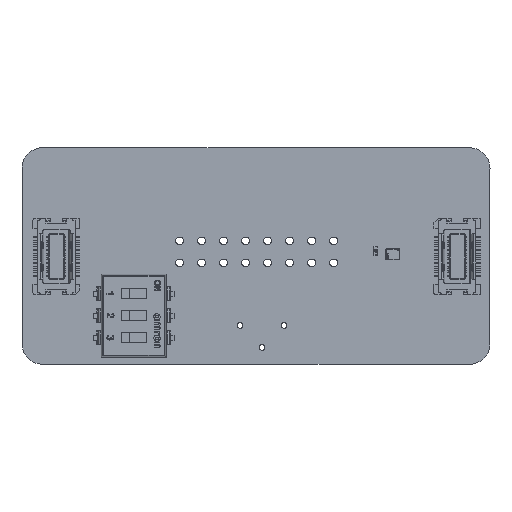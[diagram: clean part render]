
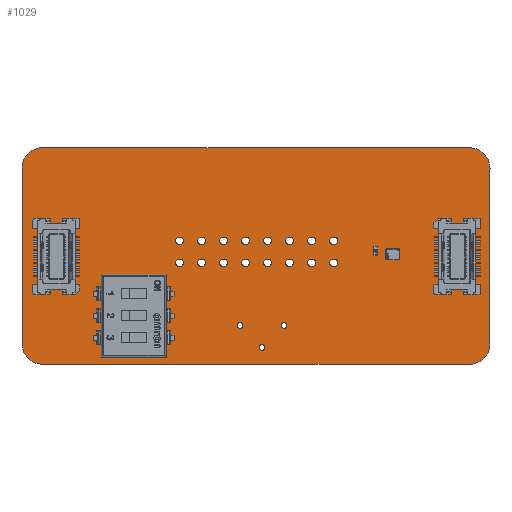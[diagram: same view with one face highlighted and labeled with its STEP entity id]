
A CAD part, top view. The second image highlights one B-rep face of the part: STEP entity #1029.
In plain terms, the highlighted planar face has unit normal (0, 0, 1).
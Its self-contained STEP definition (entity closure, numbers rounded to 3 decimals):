
#80 = VERTEX_POINT('',#81);
#81 = CARTESIAN_POINT('',(23.,9.902,0.411));
#87 = EDGE_CURVE('',#80,#88,#90,.T.);
#88 = VERTEX_POINT('',#89);
#89 = CARTESIAN_POINT('',(23.,30.,0.411));
#90 = LINE('',#91,#92);
#91 = CARTESIAN_POINT('',(23.,9.902,0.411));
#92 = VECTOR('',#93,1.);
#93 = DIRECTION('',(0.,1.,0.));
#118 = EDGE_CURVE('',#88,#119,#121,.T.);
#119 = VERTEX_POINT('',#120);
#120 = CARTESIAN_POINT('',(25.4,32.502,0.411));
#121 = CIRCLE('',#122,2.401);
#122 = AXIS2_PLACEMENT_3D('',#123,#124,#125);
#123 = CARTESIAN_POINT('',(25.399,30.101,0.411));
#124 = DIRECTION('',(0.,0.,-1.));
#125 = DIRECTION('',(-0.999,-0.042,0.));
#151 = EDGE_CURVE('',#119,#152,#154,.T.);
#152 = VERTEX_POINT('',#153);
#153 = CARTESIAN_POINT('',(74.5,32.5,0.411));
#154 = LINE('',#155,#156);
#155 = CARTESIAN_POINT('',(25.4,32.502,0.411));
#156 = VECTOR('',#157,1.);
#157 = DIRECTION('',(1.,0.,0.));
#182 = EDGE_CURVE('',#152,#183,#185,.T.);
#183 = VERTEX_POINT('',#184);
#184 = CARTESIAN_POINT('',(77.002,30.1,0.411));
#185 = CIRCLE('',#186,2.401);
#186 = AXIS2_PLACEMENT_3D('',#187,#188,#189);
#187 = CARTESIAN_POINT('',(74.601,30.101,0.411));
#188 = DIRECTION('',(0.,0.,-1.));
#189 = DIRECTION('',(-0.042,0.999,0.));
#215 = EDGE_CURVE('',#183,#216,#218,.T.);
#216 = VERTEX_POINT('',#217);
#217 = CARTESIAN_POINT('',(77.,10.,0.411));
#218 = LINE('',#219,#220);
#219 = CARTESIAN_POINT('',(77.002,30.1,0.411));
#220 = VECTOR('',#221,1.);
#221 = DIRECTION('',(0.,-1.,0.));
#246 = EDGE_CURVE('',#216,#247,#249,.T.);
#247 = VERTEX_POINT('',#248);
#248 = CARTESIAN_POINT('',(74.6,7.498,0.411));
#249 = CIRCLE('',#250,2.401);
#250 = AXIS2_PLACEMENT_3D('',#251,#252,#253);
#251 = CARTESIAN_POINT('',(74.601,9.899,0.411));
#252 = DIRECTION('',(0.,0.,-1.));
#253 = DIRECTION('',(0.999,0.042,0.));
#279 = EDGE_CURVE('',#247,#280,#282,.T.);
#280 = VERTEX_POINT('',#281);
#281 = CARTESIAN_POINT('',(25.5,7.5,0.411));
#282 = LINE('',#283,#284);
#283 = CARTESIAN_POINT('',(74.6,7.498,0.411));
#284 = VECTOR('',#285,1.);
#285 = DIRECTION('',(-1.,0.,0.));
#310 = EDGE_CURVE('',#280,#80,#311,.T.);
#311 = CIRCLE('',#312,2.398);
#312 = AXIS2_PLACEMENT_3D('',#313,#314,#315);
#313 = CARTESIAN_POINT('',(25.398,9.895,0.411));
#314 = DIRECTION('',(0.,0.,-1.));
#315 = DIRECTION('',(0.043,-0.999,0.));
#336 = VERTEX_POINT('',#337);
#337 = CARTESIAN_POINT('',(44.17,19.2,0.411));
#343 = EDGE_CURVE('',#336,#336,#344,.T.);
#344 = CIRCLE('',#345,0.45);
#345 = AXIS2_PLACEMENT_3D('',#346,#347,#348);
#346 = CARTESIAN_POINT('',(43.72,19.2,0.411));
#347 = DIRECTION('',(0.,0.,1.));
#348 = DIRECTION('',(1.,0.,0.));
#369 = VERTEX_POINT('',#370);
#370 = CARTESIAN_POINT('',(41.63,19.2,0.411));
#376 = EDGE_CURVE('',#369,#369,#377,.T.);
#377 = CIRCLE('',#378,0.45);
#378 = AXIS2_PLACEMENT_3D('',#379,#380,#381);
#379 = CARTESIAN_POINT('',(41.18,19.2,0.411));
#380 = DIRECTION('',(0.,0.,1.));
#381 = DIRECTION('',(1.,0.,0.));
#402 = VERTEX_POINT('',#403);
#403 = CARTESIAN_POINT('',(48.49,12.,0.411));
#409 = EDGE_CURVE('',#402,#402,#410,.T.);
#410 = CIRCLE('',#411,0.33);
#411 = AXIS2_PLACEMENT_3D('',#412,#413,#414);
#412 = CARTESIAN_POINT('',(48.16,12.,0.411));
#413 = DIRECTION('',(0.,0.,1.));
#414 = DIRECTION('',(1.,0.,0.));
#435 = VERTEX_POINT('',#436);
#436 = CARTESIAN_POINT('',(46.71,19.2,0.411));
#442 = EDGE_CURVE('',#435,#435,#443,.T.);
#443 = CIRCLE('',#444,0.45);
#444 = AXIS2_PLACEMENT_3D('',#445,#446,#447);
#445 = CARTESIAN_POINT('',(46.26,19.2,0.411));
#446 = DIRECTION('',(0.,0.,1.));
#447 = DIRECTION('',(1.,0.,0.));
#468 = VERTEX_POINT('',#469);
#469 = CARTESIAN_POINT('',(44.17,21.74,0.411));
#475 = EDGE_CURVE('',#468,#468,#476,.T.);
#476 = CIRCLE('',#477,0.45);
#477 = AXIS2_PLACEMENT_3D('',#478,#479,#480);
#478 = CARTESIAN_POINT('',(43.72,21.74,0.411));
#479 = DIRECTION('',(0.,0.,1.));
#480 = DIRECTION('',(1.,0.,0.));
#501 = VERTEX_POINT('',#502);
#502 = CARTESIAN_POINT('',(41.63,21.74,0.411));
#508 = EDGE_CURVE('',#501,#501,#509,.T.);
#509 = CIRCLE('',#510,0.45);
#510 = AXIS2_PLACEMENT_3D('',#511,#512,#513);
#511 = CARTESIAN_POINT('',(41.18,21.74,0.411));
#512 = DIRECTION('',(0.,0.,1.));
#513 = DIRECTION('',(1.,0.,0.));
#534 = VERTEX_POINT('',#535);
#535 = CARTESIAN_POINT('',(49.25,19.2,0.411));
#541 = EDGE_CURVE('',#534,#534,#542,.T.);
#542 = CIRCLE('',#543,0.45);
#543 = AXIS2_PLACEMENT_3D('',#544,#545,#546);
#544 = CARTESIAN_POINT('',(48.8,19.2,0.411));
#545 = DIRECTION('',(0.,0.,1.));
#546 = DIRECTION('',(1.,0.,0.));
#567 = VERTEX_POINT('',#568);
#568 = CARTESIAN_POINT('',(46.71,21.74,0.411));
#574 = EDGE_CURVE('',#567,#567,#575,.T.);
#575 = CIRCLE('',#576,0.45);
#576 = AXIS2_PLACEMENT_3D('',#577,#578,#579);
#577 = CARTESIAN_POINT('',(46.26,21.74,0.411));
#578 = DIRECTION('',(0.,0.,1.));
#579 = DIRECTION('',(1.,0.,0.));
#600 = VERTEX_POINT('',#601);
#601 = CARTESIAN_POINT('',(49.25,21.74,0.411));
#607 = EDGE_CURVE('',#600,#600,#608,.T.);
#608 = CIRCLE('',#609,0.45);
#609 = AXIS2_PLACEMENT_3D('',#610,#611,#612);
#610 = CARTESIAN_POINT('',(48.8,21.74,0.411));
#611 = DIRECTION('',(0.,0.,1.));
#612 = DIRECTION('',(1.,0.,0.));
#633 = VERTEX_POINT('',#634);
#634 = CARTESIAN_POINT('',(51.03,9.46,0.411));
#640 = EDGE_CURVE('',#633,#633,#641,.T.);
#641 = CIRCLE('',#642,0.33);
#642 = AXIS2_PLACEMENT_3D('',#643,#644,#645);
#643 = CARTESIAN_POINT('',(50.7,9.46,0.411));
#644 = DIRECTION('',(0.,0.,1.));
#645 = DIRECTION('',(1.,0.,0.));
#666 = VERTEX_POINT('',#667);
#667 = CARTESIAN_POINT('',(51.79,19.2,0.411));
#673 = EDGE_CURVE('',#666,#666,#674,.T.);
#674 = CIRCLE('',#675,0.45);
#675 = AXIS2_PLACEMENT_3D('',#676,#677,#678);
#676 = CARTESIAN_POINT('',(51.34,19.2,0.411));
#677 = DIRECTION('',(0.,0.,1.));
#678 = DIRECTION('',(1.,0.,0.));
#699 = VERTEX_POINT('',#700);
#700 = CARTESIAN_POINT('',(53.57,12.,0.411));
#706 = EDGE_CURVE('',#699,#699,#707,.T.);
#707 = CIRCLE('',#708,0.33);
#708 = AXIS2_PLACEMENT_3D('',#709,#710,#711);
#709 = CARTESIAN_POINT('',(53.24,12.,0.411));
#710 = DIRECTION('',(0.,0.,1.));
#711 = DIRECTION('',(1.,0.,0.));
#732 = VERTEX_POINT('',#733);
#733 = CARTESIAN_POINT('',(54.33,19.2,0.411));
#739 = EDGE_CURVE('',#732,#732,#740,.T.);
#740 = CIRCLE('',#741,0.45);
#741 = AXIS2_PLACEMENT_3D('',#742,#743,#744);
#742 = CARTESIAN_POINT('',(53.88,19.2,0.411));
#743 = DIRECTION('',(0.,0.,1.));
#744 = DIRECTION('',(1.,0.,0.));
#765 = VERTEX_POINT('',#766);
#766 = CARTESIAN_POINT('',(59.41,19.2,0.411));
#772 = EDGE_CURVE('',#765,#765,#773,.T.);
#773 = CIRCLE('',#774,0.45);
#774 = AXIS2_PLACEMENT_3D('',#775,#776,#777);
#775 = CARTESIAN_POINT('',(58.96,19.2,0.411));
#776 = DIRECTION('',(0.,0.,1.));
#777 = DIRECTION('',(1.,0.,0.));
#798 = VERTEX_POINT('',#799);
#799 = CARTESIAN_POINT('',(54.33,21.74,0.411));
#805 = EDGE_CURVE('',#798,#798,#806,.T.);
#806 = CIRCLE('',#807,0.45);
#807 = AXIS2_PLACEMENT_3D('',#808,#809,#810);
#808 = CARTESIAN_POINT('',(53.88,21.74,0.411));
#809 = DIRECTION('',(0.,0.,1.));
#810 = DIRECTION('',(1.,0.,0.));
#831 = VERTEX_POINT('',#832);
#832 = CARTESIAN_POINT('',(51.79,21.74,0.411));
#838 = EDGE_CURVE('',#831,#831,#839,.T.);
#839 = CIRCLE('',#840,0.45);
#840 = AXIS2_PLACEMENT_3D('',#841,#842,#843);
#841 = CARTESIAN_POINT('',(51.34,21.74,0.411));
#842 = DIRECTION('',(0.,0.,1.));
#843 = DIRECTION('',(1.,0.,0.));
#864 = VERTEX_POINT('',#865);
#865 = CARTESIAN_POINT('',(56.87,19.2,0.411));
#871 = EDGE_CURVE('',#864,#864,#872,.T.);
#872 = CIRCLE('',#873,0.45);
#873 = AXIS2_PLACEMENT_3D('',#874,#875,#876);
#874 = CARTESIAN_POINT('',(56.42,19.2,0.411));
#875 = DIRECTION('',(0.,0.,1.));
#876 = DIRECTION('',(1.,0.,0.));
#897 = VERTEX_POINT('',#898);
#898 = CARTESIAN_POINT('',(56.87,21.74,0.411));
#904 = EDGE_CURVE('',#897,#897,#905,.T.);
#905 = CIRCLE('',#906,0.45);
#906 = AXIS2_PLACEMENT_3D('',#907,#908,#909);
#907 = CARTESIAN_POINT('',(56.42,21.74,0.411));
#908 = DIRECTION('',(0.,0.,1.));
#909 = DIRECTION('',(1.,0.,0.));
#930 = VERTEX_POINT('',#931);
#931 = CARTESIAN_POINT('',(59.41,21.74,0.411));
#937 = EDGE_CURVE('',#930,#930,#938,.T.);
#938 = CIRCLE('',#939,0.45);
#939 = AXIS2_PLACEMENT_3D('',#940,#941,#942);
#940 = CARTESIAN_POINT('',(58.96,21.74,0.411));
#941 = DIRECTION('',(0.,0.,1.));
#942 = DIRECTION('',(1.,0.,0.));
#1029 = ADVANCED_FACE('',(#1030,#1040,#1043,#1046,#1049,#1052,#1055,
    #1058,#1061,#1064,#1067,#1070,#1073,#1076,#1079,#1082,#1085,#1088,
    #1091,#1094),#1097,.T.);
#1030 = FACE_BOUND('',#1031,.F.);
#1031 = EDGE_LOOP('',(#1032,#1033,#1034,#1035,#1036,#1037,#1038,#1039));
#1032 = ORIENTED_EDGE('',*,*,#87,.T.);
#1033 = ORIENTED_EDGE('',*,*,#118,.T.);
#1034 = ORIENTED_EDGE('',*,*,#151,.T.);
#1035 = ORIENTED_EDGE('',*,*,#182,.T.);
#1036 = ORIENTED_EDGE('',*,*,#215,.T.);
#1037 = ORIENTED_EDGE('',*,*,#246,.T.);
#1038 = ORIENTED_EDGE('',*,*,#279,.T.);
#1039 = ORIENTED_EDGE('',*,*,#310,.T.);
#1040 = FACE_BOUND('',#1041,.T.);
#1041 = EDGE_LOOP('',(#1042));
#1042 = ORIENTED_EDGE('',*,*,#343,.F.);
#1043 = FACE_BOUND('',#1044,.T.);
#1044 = EDGE_LOOP('',(#1045));
#1045 = ORIENTED_EDGE('',*,*,#376,.F.);
#1046 = FACE_BOUND('',#1047,.T.);
#1047 = EDGE_LOOP('',(#1048));
#1048 = ORIENTED_EDGE('',*,*,#409,.F.);
#1049 = FACE_BOUND('',#1050,.T.);
#1050 = EDGE_LOOP('',(#1051));
#1051 = ORIENTED_EDGE('',*,*,#442,.F.);
#1052 = FACE_BOUND('',#1053,.T.);
#1053 = EDGE_LOOP('',(#1054));
#1054 = ORIENTED_EDGE('',*,*,#475,.F.);
#1055 = FACE_BOUND('',#1056,.T.);
#1056 = EDGE_LOOP('',(#1057));
#1057 = ORIENTED_EDGE('',*,*,#508,.F.);
#1058 = FACE_BOUND('',#1059,.T.);
#1059 = EDGE_LOOP('',(#1060));
#1060 = ORIENTED_EDGE('',*,*,#541,.F.);
#1061 = FACE_BOUND('',#1062,.T.);
#1062 = EDGE_LOOP('',(#1063));
#1063 = ORIENTED_EDGE('',*,*,#574,.F.);
#1064 = FACE_BOUND('',#1065,.T.);
#1065 = EDGE_LOOP('',(#1066));
#1066 = ORIENTED_EDGE('',*,*,#607,.F.);
#1067 = FACE_BOUND('',#1068,.T.);
#1068 = EDGE_LOOP('',(#1069));
#1069 = ORIENTED_EDGE('',*,*,#640,.F.);
#1070 = FACE_BOUND('',#1071,.T.);
#1071 = EDGE_LOOP('',(#1072));
#1072 = ORIENTED_EDGE('',*,*,#673,.F.);
#1073 = FACE_BOUND('',#1074,.T.);
#1074 = EDGE_LOOP('',(#1075));
#1075 = ORIENTED_EDGE('',*,*,#706,.F.);
#1076 = FACE_BOUND('',#1077,.T.);
#1077 = EDGE_LOOP('',(#1078));
#1078 = ORIENTED_EDGE('',*,*,#739,.F.);
#1079 = FACE_BOUND('',#1080,.T.);
#1080 = EDGE_LOOP('',(#1081));
#1081 = ORIENTED_EDGE('',*,*,#772,.F.);
#1082 = FACE_BOUND('',#1083,.T.);
#1083 = EDGE_LOOP('',(#1084));
#1084 = ORIENTED_EDGE('',*,*,#805,.F.);
#1085 = FACE_BOUND('',#1086,.T.);
#1086 = EDGE_LOOP('',(#1087));
#1087 = ORIENTED_EDGE('',*,*,#838,.F.);
#1088 = FACE_BOUND('',#1089,.T.);
#1089 = EDGE_LOOP('',(#1090));
#1090 = ORIENTED_EDGE('',*,*,#871,.F.);
#1091 = FACE_BOUND('',#1092,.T.);
#1092 = EDGE_LOOP('',(#1093));
#1093 = ORIENTED_EDGE('',*,*,#904,.F.);
#1094 = FACE_BOUND('',#1095,.T.);
#1095 = EDGE_LOOP('',(#1096));
#1096 = ORIENTED_EDGE('',*,*,#937,.F.);
#1097 = PLANE('',#1098);
#1098 = AXIS2_PLACEMENT_3D('',#1099,#1100,#1101);
#1099 = CARTESIAN_POINT('',(23.,9.902,0.411));
#1100 = DIRECTION('',(0.,0.,1.));
#1101 = DIRECTION('',(1.,0.,0.));
